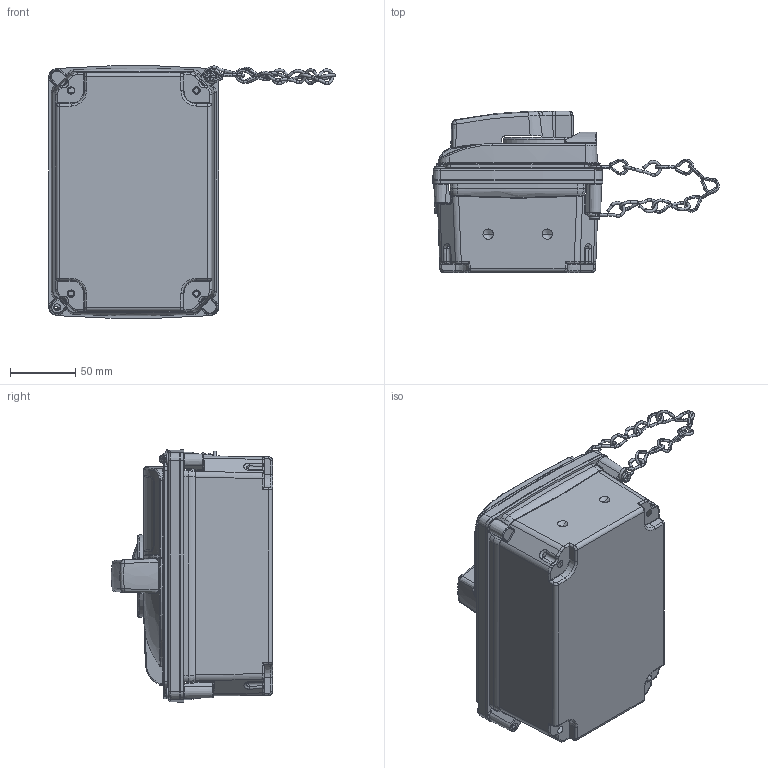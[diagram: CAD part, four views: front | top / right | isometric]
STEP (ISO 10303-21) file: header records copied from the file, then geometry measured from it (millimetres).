
FILE_DESCRIPTION((''),'2;1');
FILE_NAME('PS30SS','2017-10-03T',('syrohmer'),(''),'PRO/ENGINEER BY PARAMETRIC TECHNOLOGY CORPORATION, 2014200','PRO/ENGINEER BY PARAMETRIC TECHNOLOGY CORPORATION, 2014200','');
FILE_SCHEMA(('CONFIG_CONTROL_DESIGN'));
Length unit declared in the file: inch
Products named in the file (1): PS30SS
Bounding box: 219.28 x 123.49 x 193.15 mm (x, y, z)
Surface area: 119852.5 mm2 (no closed solid volume)
Topology: 0 solids, 38 shells, 545 faces, 1729 edges, 1174 vertices
Faces by surface type: cylinder 167, torus 134, plane 89, bspline 87, cone 54, sphere 14
Entity records: 23893 total; most frequent: CARTESIAN_POINT 9720, DIRECTION 2911, ORIENTED_EDGE 2715, EDGE_CURVE 1721, AXIS2_PLACEMENT_3D 1186, VERTEX_POINT 1174, CIRCLE 728, EDGE_LOOP 567
